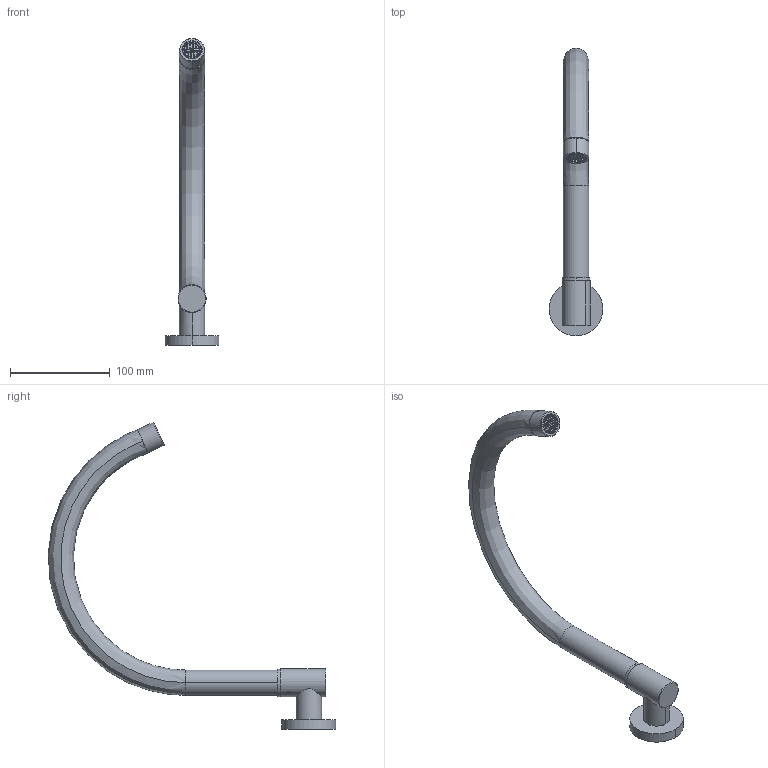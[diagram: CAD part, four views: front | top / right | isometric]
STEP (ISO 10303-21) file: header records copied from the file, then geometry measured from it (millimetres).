
FILE_DESCRIPTION (( 'STEP AP214' ), '1' );
FILE_NAME ('SWSOC_shell.STEP', '2018-10-24T03:08:18', ( 'khoa' ), ( '' ), 'SwSTEP 2.0', 'SolidWorks 2016', '' );
FILE_SCHEMA (( 'AUTOMOTIVE_DESIGN' ));
Length unit declared in the file: millimetre
Products named in the file (2): SWSOC_shell
Bounding box: 54 x 288.43 x 307.8 mm (x, y, z)
Volume: 93243.2 mm3; surface area: 90093.5 mm2
Topology: 6 solids, 6 shells, 321 faces, 1076 edges, 587 vertices
Faces by surface type: cylinder 264, plane 21, cone 20, torus 8, bspline 8
Entity records: 23755 total; most frequent: CARTESIAN_POINT 11807, ORIENTED_EDGE 2152, DIRECTION 1311, EDGE_CURVE 1076, VERTEX_POINT 587, B_SPLINE_CURVE_WITH_KNOTS 503, VECTOR 465, LINE 465
